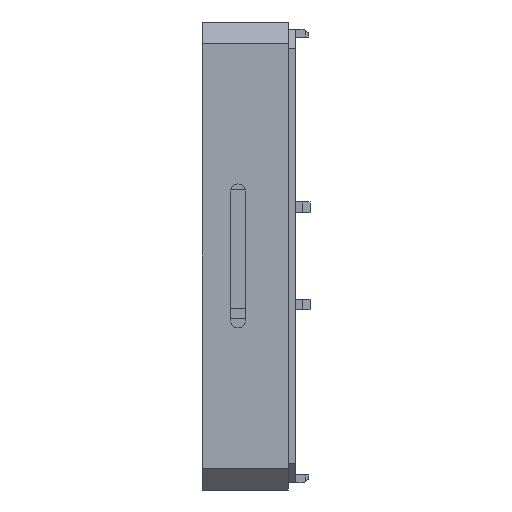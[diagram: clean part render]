
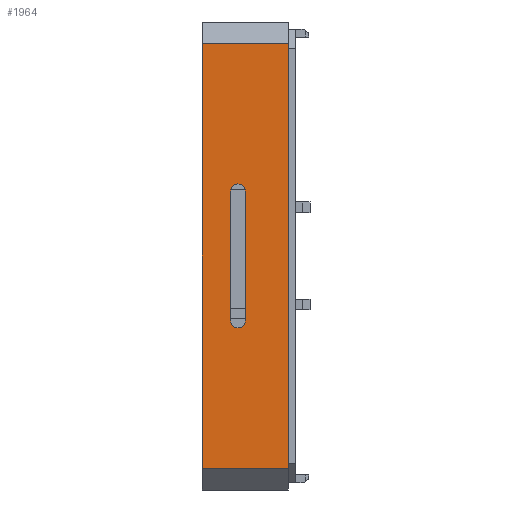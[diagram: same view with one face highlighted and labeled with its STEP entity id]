
A CAD part, left-side view. The second image highlights one B-rep face of the part: STEP entity #1964.
In plain terms, the highlighted planar face has unit normal (-1, 0, 0).
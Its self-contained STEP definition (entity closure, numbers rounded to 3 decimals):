
#118 = AXIS2_PLACEMENT_3D ( 'NONE', #3179, #3594, #1814 ) ;
#126 = CARTESIAN_POINT ( 'NONE',  ( -50., -10., -29.5 ) ) ;
#131 = FACE_OUTER_BOUND ( 'NONE', #1643, .T. ) ;
#205 = VERTEX_POINT ( 'NONE', #2035 ) ;
#352 = CARTESIAN_POINT ( 'NONE',  ( -50., 2., -29.5 ) ) ;
#358 = ORIENTED_EDGE ( 'NONE', *, *, #4584, .F. ) ;
#400 = VERTEX_POINT ( 'NONE', #126 ) ;
#485 = VECTOR ( 'NONE', #995, 1000. ) ;
#578 = AXIS2_PLACEMENT_3D ( 'NONE', #3534, #3818, #4237 ) ;
#622 = ORIENTED_EDGE ( 'NONE', *, *, #2738, .T. ) ;
#683 = ORIENTED_EDGE ( 'NONE', *, *, #2596, .F. ) ;
#790 = ORIENTED_EDGE ( 'NONE', *, *, #1258, .F. ) ;
#910 = DIRECTION ( 'NONE',  ( 0., 0., -1. ) ) ;
#946 = FACE_BOUND ( 'NONE', #2574, .T. ) ;
#962 = AXIS2_PLACEMENT_3D ( 'NONE', #3679, #1527, #5260 ) ;
#976 = CARTESIAN_POINT ( 'NONE',  ( -50., 2., 29.5 ) ) ;
#981 = CARTESIAN_POINT ( 'NONE',  ( -50., 2., -32.5 ) ) ;
#995 = DIRECTION ( 'NONE',  ( 0., 0., -1. ) ) ;
#1158 = CARTESIAN_POINT ( 'NONE',  ( -50., -2., -9. ) ) ;
#1258 = EDGE_CURVE ( 'NONE', #2975, #3742, #4513, .T. ) ;
#1277 = VECTOR ( 'NONE', #910, 1000. ) ;
#1333 = VERTEX_POINT ( 'NONE', #976 ) ;
#1448 = DIRECTION ( 'NONE',  ( 0., 0., -1. ) ) ;
#1527 = DIRECTION ( 'NONE',  ( 1., 0., 0. ) ) ;
#1532 = LINE ( 'NONE', #1974, #485 ) ;
#1554 = EDGE_CURVE ( 'NONE', #2115, #2186, #5000, .T. ) ;
#1556 = CARTESIAN_POINT ( 'NONE',  ( -50., 2., -29.5 ) ) ;
#1569 = CIRCLE ( 'NONE', #578, 1. ) ;
#1628 = LINE ( 'NONE', #352, #3890 ) ;
#1643 = EDGE_LOOP ( 'NONE', ( #3880, #5035, #683, #4909 ) ) ;
#1785 = VECTOR ( 'NONE', #2325, 1000. ) ;
#1814 = DIRECTION ( 'NONE',  ( 0., 0., -1. ) ) ;
#1919 = EDGE_CURVE ( 'NONE', #2244, #1333, #4395, .T. ) ;
#1964 = ADVANCED_FACE ( 'NONE', ( #946, #131 ), #3121, .F. ) ;
#1970 = LINE ( 'NONE', #3657, #2034 ) ;
#1974 = CARTESIAN_POINT ( 'NONE',  ( -50., -10., 32.5 ) ) ;
#2023 = DIRECTION ( 'NONE',  ( 0., -1., 0. ) ) ;
#2034 = VECTOR ( 'NONE', #5312, 1000. ) ;
#2035 = CARTESIAN_POINT ( 'NONE',  ( -50., -3., 10. ) ) ;
#2104 = DIRECTION ( 'NONE',  ( 1., 0., 0. ) ) ;
#2115 = VERTEX_POINT ( 'NONE', #4942 ) ;
#2186 = VERTEX_POINT ( 'NONE', #1158 ) ;
#2199 = VECTOR ( 'NONE', #3729, 1000. ) ;
#2244 = VERTEX_POINT ( 'NONE', #1556 ) ;
#2271 = CARTESIAN_POINT ( 'NONE',  ( -50., -4., 9. ) ) ;
#2325 = DIRECTION ( 'NONE',  ( 0., 0., 1. ) ) ;
#2455 = CARTESIAN_POINT ( 'NONE',  ( -50., -4., -10. ) ) ;
#2457 = ORIENTED_EDGE ( 'NONE', *, *, #2879, .T. ) ;
#2574 = EDGE_LOOP ( 'NONE', ( #2457, #4536, #790, #622, #3416, #358 ) ) ;
#2596 = EDGE_CURVE ( 'NONE', #2787, #400, #1532, .T. ) ;
#2679 = LINE ( 'NONE', #5074, #1277 ) ;
#2738 = EDGE_CURVE ( 'NONE', #2975, #2115, #1569, .T. ) ;
#2752 = CARTESIAN_POINT ( 'NONE',  ( -50., -2., 9. ) ) ;
#2787 = VERTEX_POINT ( 'NONE', #3923 ) ;
#2879 = EDGE_CURVE ( 'NONE', #4630, #205, #3367, .T. ) ;
#2928 = EDGE_CURVE ( 'NONE', #2787, #1333, #1970, .T. ) ;
#2975 = VERTEX_POINT ( 'NONE', #4625 ) ;
#3121 = PLANE ( 'NONE',  #118 ) ;
#3174 = CARTESIAN_POINT ( 'NONE',  ( -50., -3., -9. ) ) ;
#3179 = CARTESIAN_POINT ( 'NONE',  ( -50., 2., -32.5 ) ) ;
#3276 = CARTESIAN_POINT ( 'NONE',  ( -50., -3., 9. ) ) ;
#3367 = CIRCLE ( 'NONE', #962, 1. ) ;
#3416 = ORIENTED_EDGE ( 'NONE', *, *, #1554, .T. ) ;
#3453 = EDGE_CURVE ( 'NONE', #205, #3742, #4671, .T. ) ;
#3473 = EDGE_CURVE ( 'NONE', #2244, #400, #1628, .T. ) ;
#3532 = AXIS2_PLACEMENT_3D ( 'NONE', #3174, #5186, #1448 ) ;
#3534 = CARTESIAN_POINT ( 'NONE',  ( -50., -3., -9. ) ) ;
#3594 = DIRECTION ( 'NONE',  ( 1., 0., 0. ) ) ;
#3657 = CARTESIAN_POINT ( 'NONE',  ( -50., 2., 29.5 ) ) ;
#3679 = CARTESIAN_POINT ( 'NONE',  ( -50., -3., 9. ) ) ;
#3729 = DIRECTION ( 'NONE',  ( 0., 0., 1. ) ) ;
#3742 = VERTEX_POINT ( 'NONE', #2271 ) ;
#3818 = DIRECTION ( 'NONE',  ( 1., 0., 0. ) ) ;
#3880 = ORIENTED_EDGE ( 'NONE', *, *, #1919, .F. ) ;
#3890 = VECTOR ( 'NONE', #2023, 1000. ) ;
#3923 = CARTESIAN_POINT ( 'NONE',  ( -50., -10., 29.5 ) ) ;
#4057 = AXIS2_PLACEMENT_3D ( 'NONE', #3276, #2104, #5396 ) ;
#4237 = DIRECTION ( 'NONE',  ( 0., 0., -1. ) ) ;
#4395 = LINE ( 'NONE', #981, #1785 ) ;
#4513 = LINE ( 'NONE', #2455, #2199 ) ;
#4536 = ORIENTED_EDGE ( 'NONE', *, *, #3453, .T. ) ;
#4584 = EDGE_CURVE ( 'NONE', #4630, #2186, #2679, .T. ) ;
#4625 = CARTESIAN_POINT ( 'NONE',  ( -50., -4., -9. ) ) ;
#4630 = VERTEX_POINT ( 'NONE', #2752 ) ;
#4671 = CIRCLE ( 'NONE', #4057, 1. ) ;
#4909 = ORIENTED_EDGE ( 'NONE', *, *, #2928, .T. ) ;
#4942 = CARTESIAN_POINT ( 'NONE',  ( -50., -3., -10. ) ) ;
#5000 = CIRCLE ( 'NONE', #3532, 1. ) ;
#5035 = ORIENTED_EDGE ( 'NONE', *, *, #3473, .T. ) ;
#5074 = CARTESIAN_POINT ( 'NONE',  ( -50., -2., -10. ) ) ;
#5186 = DIRECTION ( 'NONE',  ( 1., 0., 0. ) ) ;
#5260 = DIRECTION ( 'NONE',  ( 0., 0., -1. ) ) ;
#5312 = DIRECTION ( 'NONE',  ( 0., 1., 0. ) ) ;
#5396 = DIRECTION ( 'NONE',  ( 0., 0., -1. ) ) ;
